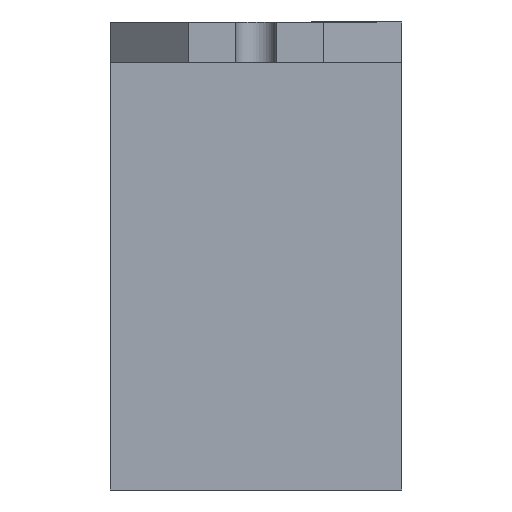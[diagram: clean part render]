
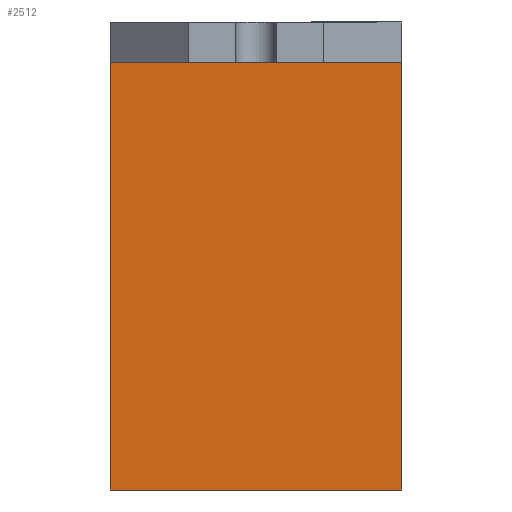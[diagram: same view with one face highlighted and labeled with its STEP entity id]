
A CAD part, left-side view. The second image highlights one B-rep face of the part: STEP entity #2512.
In plain terms, the highlighted planar face has unit normal (-1, 0, 0).
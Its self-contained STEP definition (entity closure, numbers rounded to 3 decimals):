
#1256=CARTESIAN_POINT('POINT85',(-25.019,-16.51,-4.572));
#1257=VERTEX_POINT('VERTEX85',#1256);
#1438=CARTESIAN_POINT('POINT98',(-25.019,16.51,-4.572));
#1439=VERTEX_POINT('VERTEX98',#1438);
#1440=CARTESIAN_POINT('POS166',(-25.019,0.,
   -4.572));
#1441=DIRECTION('DIR225',(0.,-1.,0.));
#1442=VECTOR('VEC107',#1441,25.4);
#1443=LINE('STRAIGHT107',#1440,#1442);
#1444=EDGE_CURVE('EDGE135',#1439,#1257,#1443,.T.);
#1995=CARTESIAN_POINT('POINT137',(-25.019,-16.51,-53.086)
   );
#1996=VERTEX_POINT('VERTEX137',#1995);
#1997=CARTESIAN_POINT('POS234',(-25.019,-16.51,-41.529));
#1998=DIRECTION('DIR308',(0.,0.,1.));
#1999=VECTOR('VEC160',#1998,25.4);
#2000=LINE('STRAIGHT160',#1997,#1999);
#2001=EDGE_CURVE('EDGE190',#1996,#1257,#2000,.T.);
#2489=ORIENTED_EDGE('COEDGE412',*,*,#2001,.T.);
#2490=ORIENTED_EDGE('COEDGE413',*,*,#1444,.F.);
#2491=CARTESIAN_POINT('POINT157',(-25.019,16.51,-53.086))
   ;
#2492=VERTEX_POINT('VERTEX157',#2491);
#2493=CARTESIAN_POINT('POS291',(-25.019,16.51,-41.529));
#2494=DIRECTION('DIR384',(0.,0.,1.));
#2495=VECTOR('VEC198',#2494,25.4);
#2496=LINE('STRAIGHT198',#2493,#2495);
#2497=EDGE_CURVE('EDGE231',#2492,#1439,#2496,.T.);
#2498=ORIENTED_EDGE('COEDGE414',*,*,#2497,.F.);
#2499=CARTESIAN_POINT('POS292',(-25.019,0.,
   -53.086));
#2500=DIRECTION('DIR385',(0.,1.,0.));
#2501=VECTOR('VEC199',#2500,25.4);
#2502=LINE('STRAIGHT199',#2499,#2501);
#2503=EDGE_CURVE('EDGE232',#1996,#2492,#2502,.T.);
#2504=ORIENTED_EDGE('COEDGE415',*,*,#2503,.F.);
#2505=EDGE_LOOP('NONE',(#2489,#2490,#2498,#2504));
#2506=FACE_BOUND('LOOP1',#2505,.T.);
#2507=CARTESIAN_POINT('POS293',(-25.019,0.,
   -41.529));
#2508=DIRECTION('DIR386',(1.,0.,0.));
#2509=DIRECTION('DIR387',(0.,1.,0.));
#2510=AXIS2_PLACEMENT_3D('AXIS94',#2507,#2508,#2509);
#2511=PLANE('PLANE73',#2510);
#2512=ADVANCED_FACE('FACE89',(#2506),#2511,.F.);
